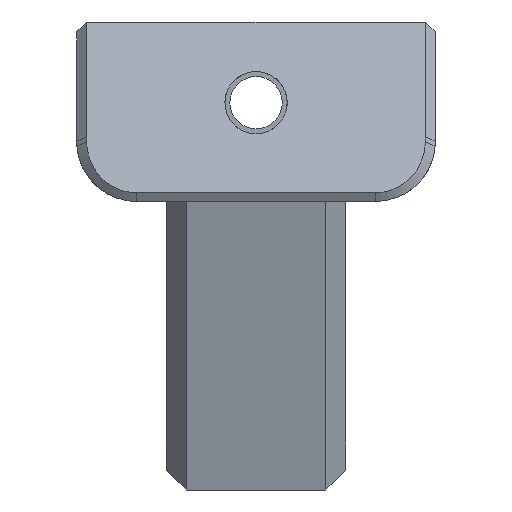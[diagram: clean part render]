
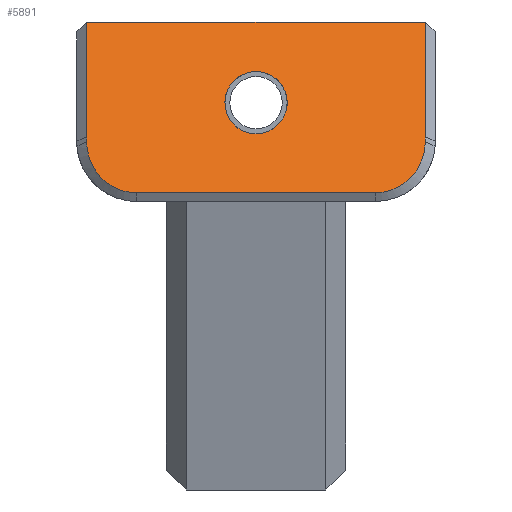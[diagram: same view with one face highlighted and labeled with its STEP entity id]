
A CAD part, front view. The second image highlights one B-rep face of the part: STEP entity #5891.
In plain terms, the highlighted planar face has unit normal (0, -0.866, 0.5).
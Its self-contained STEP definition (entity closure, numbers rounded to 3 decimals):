
#15=ELLIPSE('',#6082,3.608,3.125);
#16=ELLIPSE('',#6083,3.608,3.125);
#36=FACE_BOUND('',#1120,.T.);
#45=B_SPLINE_CURVE_WITH_KNOTS('',3,(#7153,#7154,#7155,#7156,#7157,#7158),
 .UNSPECIFIED.,.F.,.F.,(4,1,1,4),(-1.571,-0.898,
-0.449,0.),.UNSPECIFIED.);
#47=B_SPLINE_CURVE_WITH_KNOTS('',3,(#7198,#7199,#7200,#7201,#7202,#7203),
 .UNSPECIFIED.,.F.,.F.,(4,1,1,4),(0.,0.449,
0.898,1.571),.UNSPECIFIED.);
#49=B_SPLINE_CURVE_WITH_KNOTS('',3,(#7224,#7225,#7226,#7227),
 .UNSPECIFIED.,.F.,.F.,(4,4),(0.848,0.906),
 .UNSPECIFIED.);
#51=B_SPLINE_CURVE_WITH_KNOTS('',3,(#7263,#7264,#7265,#7266),
 .UNSPECIFIED.,.F.,.F.,(4,4),(-1.426,-1.368),
 .UNSPECIFIED.);
#786=FACE_OUTER_BOUND('',#1119,.T.);
#1119=EDGE_LOOP('',(#5365,#5366,#5367,#5368,#5369,#5370,#5371,#5372));
#1120=EDGE_LOOP('',(#5373,#5374));
#1185=LINE('',#7113,#1746);
#1190=LINE('',#7161,#1751);
#1196=LINE('',#7235,#1757);
#1694=LINE('',#11263,#2255);
#1746=VECTOR('',#6165,10.);
#1751=VECTOR('',#6172,10.);
#1757=VECTOR('',#6180,10.);
#2255=VECTOR('',#6980,10.);
#2300=VERTEX_POINT('',#7108);
#2301=VERTEX_POINT('',#7112);
#2303=VERTEX_POINT('',#7141);
#2306=VERTEX_POINT('',#7151);
#2307=VERTEX_POINT('',#7160);
#2309=VERTEX_POINT('',#7189);
#2313=VERTEX_POINT('',#7232);
#2314=VERTEX_POINT('',#7234);
#2830=VERTEX_POINT('',#11266);
#2831=VERTEX_POINT('',#11267);
#2880=EDGE_CURVE('',#2300,#2301,#1185,.T.);
#2886=EDGE_CURVE('',#2306,#2303,#45,.T.);
#2887=EDGE_CURVE('',#2303,#2307,#1190,.T.);
#2892=EDGE_CURVE('',#2307,#2309,#47,.T.);
#2894=EDGE_CURVE('',#2301,#2306,#49,.T.);
#2897=EDGE_CURVE('',#2313,#2314,#1196,.T.);
#2903=EDGE_CURVE('',#2309,#2313,#51,.T.);
#3687=EDGE_CURVE('',#2314,#2300,#1694,.T.);
#3688=EDGE_CURVE('',#2830,#2831,#15,.T.);
#3689=EDGE_CURVE('',#2831,#2830,#16,.T.);
#5365=ORIENTED_EDGE('',*,*,#2880,.F.);
#5366=ORIENTED_EDGE('',*,*,#3687,.F.);
#5367=ORIENTED_EDGE('',*,*,#2897,.F.);
#5368=ORIENTED_EDGE('',*,*,#2903,.F.);
#5369=ORIENTED_EDGE('',*,*,#2892,.F.);
#5370=ORIENTED_EDGE('',*,*,#2887,.F.);
#5371=ORIENTED_EDGE('',*,*,#2886,.F.);
#5372=ORIENTED_EDGE('',*,*,#2894,.F.);
#5373=ORIENTED_EDGE('',*,*,#3688,.F.);
#5374=ORIENTED_EDGE('',*,*,#3689,.F.);
#5579=PLANE('',#6081);
#5891=ADVANCED_FACE('',(#786,#36),#5579,.F.);
#6081=AXIS2_PLACEMENT_3D('',#11265,#6983,#6984);
#6082=AXIS2_PLACEMENT_3D('',#11268,#6985,#6986);
#6083=AXIS2_PLACEMENT_3D('',#11269,#6987,#6988);
#6165=DIRECTION('',(0.,-0.5,-0.866));
#6172=DIRECTION('',(-1.,0.,0.));
#6180=DIRECTION('',(0.,0.5,0.866));
#6980=DIRECTION('',(1.,0.,0.));
#6983=DIRECTION('center_axis',(0.,0.866,-0.5));
#6984=DIRECTION('ref_axis',(0.,-0.5,-0.866));
#6985=DIRECTION('center_axis',(0.,-0.866,0.5));
#6986=DIRECTION('ref_axis',(0.,0.5,0.866));
#6987=DIRECTION('center_axis',(0.,-0.866,0.5));
#6988=DIRECTION('ref_axis',(0.,0.5,0.866));
#7108=CARTESIAN_POINT('',(16.995,-199.595,123.156));
#7112=CARTESIAN_POINT('',(16.995,-206.234,111.656));
#7113=CARTESIAN_POINT('',(16.995,-201.992,119.004));
#7141=CARTESIAN_POINT('',(11.995,-209.487,106.022));
#7151=CARTESIAN_POINT('',(16.995,-206.523,111.156));
#7153=CARTESIAN_POINT('Ctrl Pts',(16.995,-206.523,111.156));
#7154=CARTESIAN_POINT('Ctrl Pts',(16.995,-207.203,109.978));
#7155=CARTESIAN_POINT('Ctrl Pts',(16.297,-208.33,108.026));
#7156=CARTESIAN_POINT('Ctrl Pts',(14.168,-209.298,106.35));
#7157=CARTESIAN_POINT('Ctrl Pts',(12.719,-209.487,106.022));
#7158=CARTESIAN_POINT('Ctrl Pts',(11.995,-209.487,106.022));
#7160=CARTESIAN_POINT('',(-12.005,-209.487,106.022));
#7161=CARTESIAN_POINT('',(2.995,-209.487,106.022));
#7189=CARTESIAN_POINT('',(-17.005,-206.523,111.156));
#7198=CARTESIAN_POINT('Ctrl Pts',(-12.005,-209.487,106.022));
#7199=CARTESIAN_POINT('Ctrl Pts',(-12.73,-209.487,106.022));
#7200=CARTESIAN_POINT('Ctrl Pts',(-14.179,-209.298,106.35));
#7201=CARTESIAN_POINT('Ctrl Pts',(-16.308,-208.33,108.026));
#7202=CARTESIAN_POINT('Ctrl Pts',(-17.005,-207.203,109.978));
#7203=CARTESIAN_POINT('Ctrl Pts',(-17.005,-206.523,111.156));
#7224=CARTESIAN_POINT('Ctrl Pts',(16.995,-206.234,111.656));
#7225=CARTESIAN_POINT('Ctrl Pts',(16.995,-206.331,111.489));
#7226=CARTESIAN_POINT('Ctrl Pts',(16.995,-206.427,111.323));
#7227=CARTESIAN_POINT('Ctrl Pts',(16.995,-206.523,111.156));
#7232=CARTESIAN_POINT('',(-17.005,-206.234,111.656));
#7234=CARTESIAN_POINT('',(-17.005,-199.595,123.156));
#7235=CARTESIAN_POINT('',(-17.005,-199.394,123.504));
#7263=CARTESIAN_POINT('Ctrl Pts',(-17.005,-206.523,111.156));
#7264=CARTESIAN_POINT('Ctrl Pts',(-17.005,-206.427,111.323));
#7265=CARTESIAN_POINT('Ctrl Pts',(-17.005,-206.331,111.489));
#7266=CARTESIAN_POINT('Ctrl Pts',(-17.005,-206.234,111.656));
#11263=CARTESIAN_POINT('',(17.995,-199.595,123.156));
#11265=CARTESIAN_POINT('Origin',(17.995,-199.595,123.156));
#11266=CARTESIAN_POINT('',(0.,-206.079,111.926));
#11267=CARTESIAN_POINT('',(-3.125,-204.274,115.051));
#11268=CARTESIAN_POINT('Origin',(0.,-204.274,
115.051));
#11269=CARTESIAN_POINT('Origin',(0.,-204.274,
115.051));
